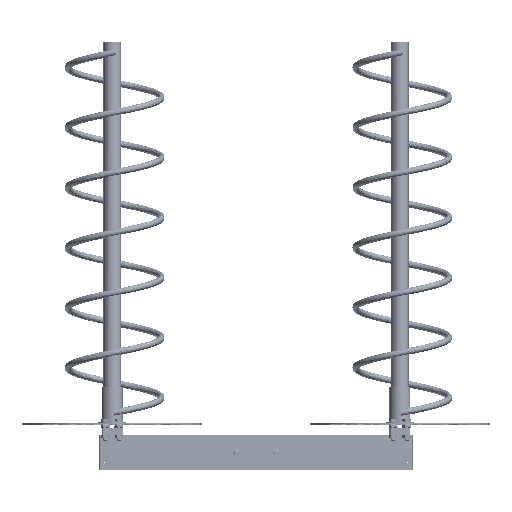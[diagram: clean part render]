
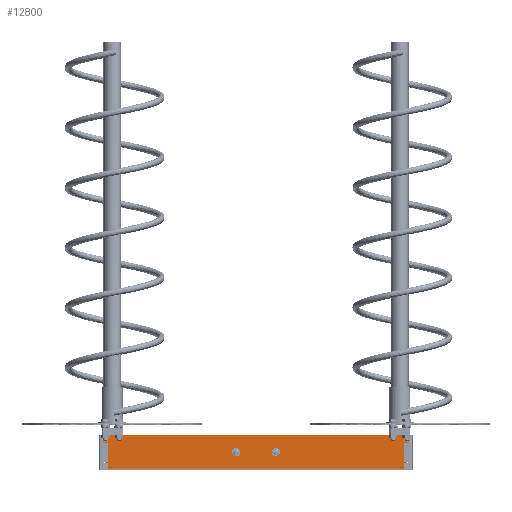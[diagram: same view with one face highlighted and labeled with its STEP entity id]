
A CAD part, top view. The second image highlights one B-rep face of the part: STEP entity #12800.
In plain terms, the highlighted face is planar.
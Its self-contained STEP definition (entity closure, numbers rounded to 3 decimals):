
#761=PLANE('',#14067);
#1045=FACE_BOUND('',#2756,.T.);
#1046=FACE_BOUND('',#2757,.T.);
#1047=FACE_BOUND('',#2758,.T.);
#1048=FACE_BOUND('',#2759,.T.);
#1049=FACE_BOUND('',#2760,.T.);
#1050=FACE_BOUND('',#2761,.T.);
#1245=CIRCLE('',#14003,2.067);
#1249=CIRCLE('',#14009,2.067);
#1253=CIRCLE('',#14015,2.067);
#1257=CIRCLE('',#14021,2.067);
#1261=CIRCLE('',#14027,6.75);
#1265=CIRCLE('',#14033,6.75);
#2032=FACE_OUTER_BOUND('',#2755,.T.);
#2755=EDGE_LOOP('',(#9076,#9077,#9078,#9079));
#2756=EDGE_LOOP('',(#9080));
#2757=EDGE_LOOP('',(#9081));
#2758=EDGE_LOOP('',(#9082));
#2759=EDGE_LOOP('',(#9083));
#2760=EDGE_LOOP('',(#9084));
#2761=EDGE_LOOP('',(#9085));
#3633=LINE('',#20904,#4533);
#3634=LINE('',#20907,#4534);
#3635=LINE('',#20909,#4535);
#3636=LINE('',#20910,#4536);
#4533=VECTOR('',#15900,10.);
#4534=VECTOR('',#15903,10.);
#4535=VECTOR('',#15904,10.);
#4536=VECTOR('',#15905,10.);
#5603=VERTEX_POINT('',#20749);
#5607=VERTEX_POINT('',#20761);
#5611=VERTEX_POINT('',#20773);
#5615=VERTEX_POINT('',#20785);
#5619=VERTEX_POINT('',#20797);
#5623=VERTEX_POINT('',#20809);
#5654=VERTEX_POINT('',#20900);
#5655=VERTEX_POINT('',#20902);
#5656=VERTEX_POINT('',#20906);
#5657=VERTEX_POINT('',#20908);
#6902=EDGE_CURVE('',#5603,#5603,#1245,.T.);
#6908=EDGE_CURVE('',#5607,#5607,#1249,.T.);
#6914=EDGE_CURVE('',#5611,#5611,#1253,.T.);
#6920=EDGE_CURVE('',#5615,#5615,#1257,.T.);
#6926=EDGE_CURVE('',#5619,#5619,#1261,.T.);
#6932=EDGE_CURVE('',#5623,#5623,#1265,.T.);
#6978=EDGE_CURVE('',#5654,#5655,#3633,.T.);
#6979=EDGE_CURVE('',#5656,#5654,#3634,.T.);
#6980=EDGE_CURVE('',#5657,#5655,#3635,.T.);
#6981=EDGE_CURVE('',#5656,#5657,#3636,.T.);
#9076=ORIENTED_EDGE('',*,*,#6979,.T.);
#9077=ORIENTED_EDGE('',*,*,#6978,.T.);
#9078=ORIENTED_EDGE('',*,*,#6980,.F.);
#9079=ORIENTED_EDGE('',*,*,#6981,.F.);
#9080=ORIENTED_EDGE('',*,*,#6902,.T.);
#9081=ORIENTED_EDGE('',*,*,#6908,.T.);
#9082=ORIENTED_EDGE('',*,*,#6914,.T.);
#9083=ORIENTED_EDGE('',*,*,#6920,.T.);
#9084=ORIENTED_EDGE('',*,*,#6926,.T.);
#9085=ORIENTED_EDGE('',*,*,#6932,.T.);
#12800=ADVANCED_FACE('',(#2032,#1045,#1046,#1047,#1048,#1049,#1050),#761,
 .T.);
#14003=AXIS2_PLACEMENT_3D('',#20751,#15735,#15736);
#14009=AXIS2_PLACEMENT_3D('',#20763,#15749,#15750);
#14015=AXIS2_PLACEMENT_3D('',#20775,#15763,#15764);
#14021=AXIS2_PLACEMENT_3D('',#20787,#15777,#15778);
#14027=AXIS2_PLACEMENT_3D('',#20799,#15791,#15792);
#14033=AXIS2_PLACEMENT_3D('',#20811,#15805,#15806);
#14067=AXIS2_PLACEMENT_3D('',#20905,#15901,#15902);
#15735=DIRECTION('center_axis',(1.,0.,0.));
#15736=DIRECTION('ref_axis',(0.,0.,-1.));
#15749=DIRECTION('center_axis',(1.,0.,0.));
#15750=DIRECTION('ref_axis',(0.,0.,-1.));
#15763=DIRECTION('center_axis',(1.,0.,0.));
#15764=DIRECTION('ref_axis',(0.,0.,-1.));
#15777=DIRECTION('center_axis',(1.,0.,0.));
#15778=DIRECTION('ref_axis',(0.,0.,-1.));
#15791=DIRECTION('center_axis',(1.,0.,0.));
#15792=DIRECTION('ref_axis',(0.,0.,-1.));
#15805=DIRECTION('center_axis',(1.,0.,0.));
#15806=DIRECTION('ref_axis',(0.,0.,-1.));
#15900=DIRECTION('',(0.,0.,1.));
#15901=DIRECTION('center_axis',(-1.,0.,0.));
#15902=DIRECTION('ref_axis',(0.,-1.,0.));
#15903=DIRECTION('',(0.,-1.,0.));
#15904=DIRECTION('',(0.,-1.,0.));
#15905=DIRECTION('',(0.,0.,1.));
#20749=CARTESIAN_POINT('',(-30.,30.,14.067));
#20751=CARTESIAN_POINT('Origin',(-30.,30.,12.));
#20761=CARTESIAN_POINT('',(-30.,30.,890.067));
#20763=CARTESIAN_POINT('Origin',(-30.,30.,888.));
#20773=CARTESIAN_POINT('',(-30.,-30.,890.067));
#20775=CARTESIAN_POINT('Origin',(-30.,-30.,888.));
#20785=CARTESIAN_POINT('',(-30.,-30.,14.067));
#20787=CARTESIAN_POINT('Origin',(-30.,-30.,12.));
#20797=CARTESIAN_POINT('',(-30.,0.,513.75));
#20799=CARTESIAN_POINT('Origin',(-30.,0.,507.));
#20809=CARTESIAN_POINT('',(-30.,0.,399.75));
#20811=CARTESIAN_POINT('Origin',(-30.,0.,393.));
#20900=CARTESIAN_POINT('',(-30.,-50.,0.));
#20902=CARTESIAN_POINT('',(-30.,-50.,900.));
#20904=CARTESIAN_POINT('',(-30.,-50.,0.));
#20905=CARTESIAN_POINT('Origin',(-30.,50.,0.));
#20906=CARTESIAN_POINT('',(-30.,50.,0.));
#20907=CARTESIAN_POINT('',(-30.,50.,0.));
#20908=CARTESIAN_POINT('',(-30.,50.,900.));
#20909=CARTESIAN_POINT('',(-30.,50.,900.));
#20910=CARTESIAN_POINT('',(-30.,50.,0.));
